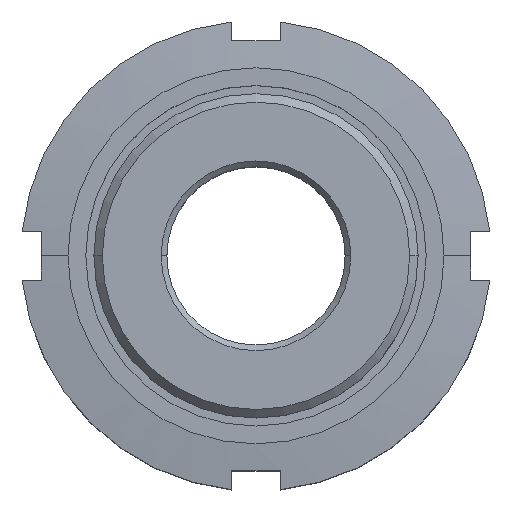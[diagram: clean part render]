
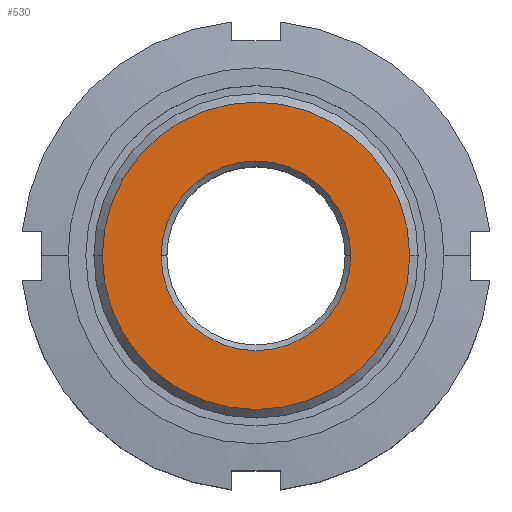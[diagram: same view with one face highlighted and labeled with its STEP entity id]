
A CAD part, top view. The second image highlights one B-rep face of the part: STEP entity #530.
In plain terms, the highlighted planar face has unit normal (0, 0, 1).
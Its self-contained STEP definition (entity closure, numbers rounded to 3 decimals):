
#518=EDGE_CURVE('',#950,#776,#1292,.T.);
#530=ADVANCED_FACE('',(#1304,#1305),#1306,.T.);
#682=EDGE_CURVE('',#1070,#734,#1470,.T.);
#734=VERTEX_POINT('',#1527);
#776=VERTEX_POINT('',#1575);
#950=VERTEX_POINT('',#1772);
#992=EDGE_CURVE('',#734,#1070,#1823,.T.);
#1052=EDGE_CURVE('',#776,#950,#1889,.T.);
#1070=VERTEX_POINT('',#1909);
#1292=CIRCLE('',#2257,11.7);
#1304=FACE_OUTER_BOUND('',#2272,.T.);
#1305=FACE_BOUND('',#2273,.T.);
#1306=PLANE('',#2274);
#1470=CIRCLE('',#2611,18.96);
#1527=CARTESIAN_POINT('',(18.96,0.,28.0));
#1575=CARTESIAN_POINT('',(-11.7,0.,28.0));
#1772=CARTESIAN_POINT('',(11.7,0.,28.0));
#1823=CIRCLE('',#3254,18.96);
#1889=CIRCLE('',#3370,11.7);
#1909=CARTESIAN_POINT('',(-18.96,0.,28.0));
#2257=AXIS2_PLACEMENT_3D('',#3726,#3727,#3728);
#2272=EDGE_LOOP('',(#3739,#3740));
#2273=EDGE_LOOP('',(#3741,#3742));
#2274=AXIS2_PLACEMENT_3D('',#3743,#3744,#3745);
#2611=AXIS2_PLACEMENT_3D('',#3895,#3896,#3897);
#3254=AXIS2_PLACEMENT_3D('',#4323,#4324,#4325);
#3370=AXIS2_PLACEMENT_3D('',#4399,#4400,#4401);
#3726=CARTESIAN_POINT('',(0.0,0.,28.0));
#3727=DIRECTION('',(0.0,0.,-1.0));
#3728=DIRECTION('',(1.0,0.0,0.0));
#3739=ORIENTED_EDGE('',*,*,#992,.F.);
#3740=ORIENTED_EDGE('',*,*,#682,.F.);
#3741=ORIENTED_EDGE('',*,*,#518,.T.);
#3742=ORIENTED_EDGE('',*,*,#1052,.T.);
#3743=CARTESIAN_POINT('',(15.33,0.,28.0));
#3744=DIRECTION('',(0.0,0.,1.0));
#3745=DIRECTION('',(-1.0,0.0,0.0));
#3895=CARTESIAN_POINT('',(0.0,0.,28.0));
#3896=DIRECTION('',(0.0,0.,-1.0));
#3897=DIRECTION('',(1.0,0.0,0.0));
#4323=CARTESIAN_POINT('',(0.0,0.,28.0));
#4324=DIRECTION('',(0.0,0.,-1.0));
#4325=DIRECTION('',(1.0,0.0,0.0));
#4399=CARTESIAN_POINT('',(0.0,0.,28.0));
#4400=DIRECTION('',(0.0,0.,-1.0));
#4401=DIRECTION('',(1.0,0.0,0.0));
